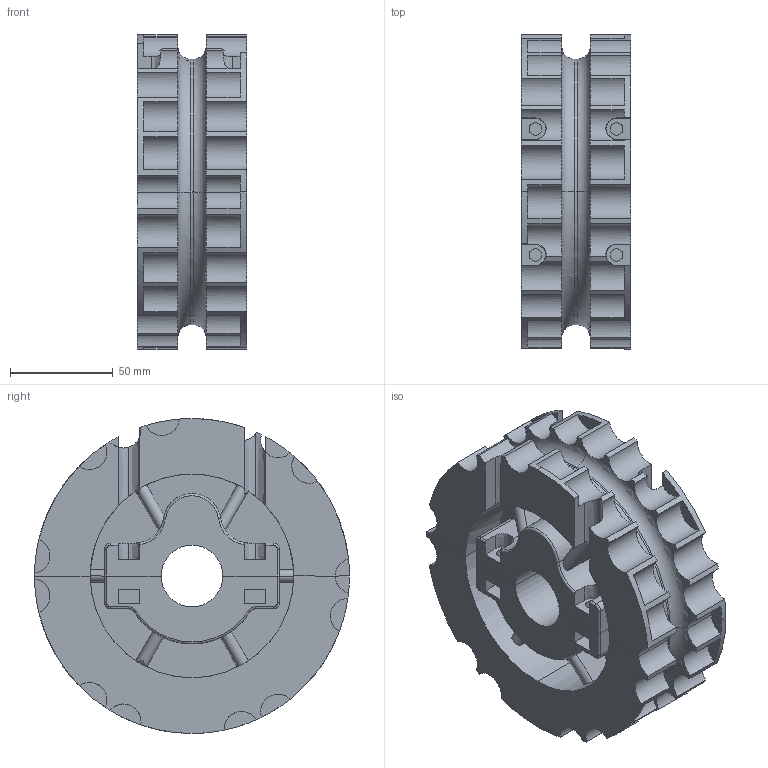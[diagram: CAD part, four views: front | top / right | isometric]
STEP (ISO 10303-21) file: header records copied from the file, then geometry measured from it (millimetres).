
FILE_DESCRIPTION(('CATIA V5 STEP Exchange'),'2;1');
FILE_NAME('312KI2225A.stp','2018-01-03T11:27:13+00:00',('none'),('none'),'CATIA Version 5 Release 21 GA (IN-10)','CATIA V5 STEP AP203','none');
FILE_SCHEMA(('CONFIG_CONTROL_DESIGN'));
Length unit declared in the file: millimetre
Products named in the file (1): 312KI2225A
Bounding box: 53 x 153 x 153 mm (x, y, z)
Volume: 623823.1 mm3; surface area: 118807.4 mm2
Topology: 2 solids, 2 shells, 403 faces, 1162 edges, 767 vertices
Faces by surface type: plane 187, cylinder 171, torus 29, extrusion 16
Entity records: 12593 total; most frequent: CARTESIAN_POINT 3286, ORIENTED_EDGE 2324, DIRECTION 1280, EDGE_CURVE 1162, VERTEX_POINT 767, AXIS2_PLACEMENT_3D 641, VECTOR 510, CIRCLE 510
